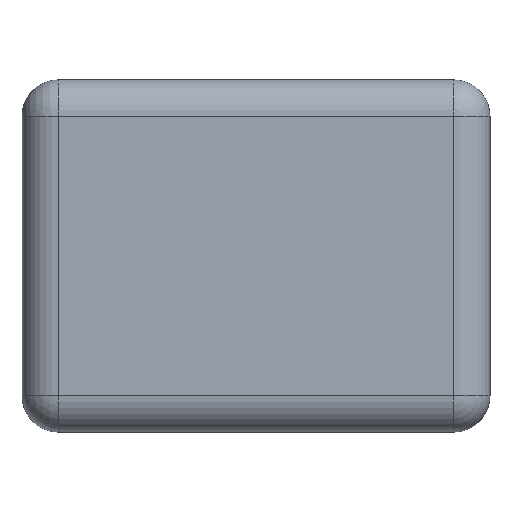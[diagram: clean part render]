
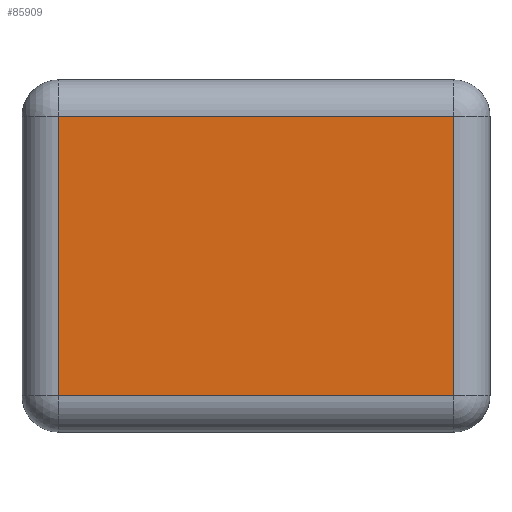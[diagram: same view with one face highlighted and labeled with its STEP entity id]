
A CAD part, front view. The second image highlights one B-rep face of the part: STEP entity #85909.
In plain terms, the highlighted planar face has unit normal (0, -1, 0).
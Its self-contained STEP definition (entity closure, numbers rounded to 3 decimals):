
#7426 = CARTESIAN_POINT ( 'NONE',  ( -433.631, -275.144, -306.71 ) ) ;
#9292 = CARTESIAN_POINT ( 'NONE',  ( 433.631, -275.144, 306.71 ) ) ;
#10953 = DIRECTION ( 'NONE',  ( -1., 0., 0. ) ) ;
#11477 = LINE ( 'NONE', #46185, #89628 ) ;
#13125 = ORIENTED_EDGE ( 'NONE', *, *, #50918, .T. ) ;
#13524 = AXIS2_PLACEMENT_3D ( 'NONE', #76951, #25686, #41436 ) ;
#15331 = DIRECTION ( 'NONE',  ( 0., 0., 1. ) ) ;
#16786 = LINE ( 'NONE', #32042, #89671 ) ;
#18307 = PLANE ( 'NONE',  #13524 ) ;
#25686 = DIRECTION ( 'NONE',  ( 0., -1., 0. ) ) ;
#25746 = CARTESIAN_POINT ( 'NONE',  ( 0., -275.144, 306.71 ) ) ;
#27366 = CARTESIAN_POINT ( 'NONE',  ( -433.631, -275.144, 0. ) ) ;
#27385 = VECTOR ( 'NONE', #27866, 1000. ) ;
#27866 = DIRECTION ( 'NONE',  ( 0., 0., -1. ) ) ;
#29629 = VERTEX_POINT ( 'NONE', #9292 ) ;
#31709 = VERTEX_POINT ( 'NONE', #57138 ) ;
#31853 = DIRECTION ( 'NONE',  ( 1., 0., 0. ) ) ;
#32042 = CARTESIAN_POINT ( 'NONE',  ( 433.631, -275.144, 0. ) ) ;
#35114 = ORIENTED_EDGE ( 'NONE', *, *, #53362, .T. ) ;
#35249 = LINE ( 'NONE', #27366, #27385 ) ;
#35282 = EDGE_LOOP ( 'NONE', ( #35114, #79427, #56593, #13125 ) ) ;
#39682 = CARTESIAN_POINT ( 'NONE',  ( -433.631, -275.144, 306.71 ) ) ;
#41436 = DIRECTION ( 'NONE',  ( 0., 0., -1. ) ) ;
#42667 = VECTOR ( 'NONE', #10953, 1000. ) ;
#46185 = CARTESIAN_POINT ( 'NONE',  ( 0., -275.144, -306.71 ) ) ;
#49856 = VERTEX_POINT ( 'NONE', #7426 ) ;
#50918 = EDGE_CURVE ( 'NONE', #31709, #29629, #16786, .T. ) ;
#53362 = EDGE_CURVE ( 'NONE', #29629, #68825, #64661, .T. ) ;
#56593 = ORIENTED_EDGE ( 'NONE', *, *, #75971, .T. ) ;
#57138 = CARTESIAN_POINT ( 'NONE',  ( 433.631, -275.144, -306.71 ) ) ;
#64661 = LINE ( 'NONE', #25746, #42667 ) ;
#68825 = VERTEX_POINT ( 'NONE', #39682 ) ;
#70546 = FACE_OUTER_BOUND ( 'NONE', #35282, .T. ) ;
#75971 = EDGE_CURVE ( 'NONE', #49856, #31709, #11477, .T. ) ;
#76951 = CARTESIAN_POINT ( 'NONE',  ( 0., -275.144, 0. ) ) ;
#79427 = ORIENTED_EDGE ( 'NONE', *, *, #79701, .T. ) ;
#79701 = EDGE_CURVE ( 'NONE', #68825, #49856, #35249, .T. ) ;
#85909 = ADVANCED_FACE ( 'NONE', ( #70546 ), #18307, .T. ) ;
#89628 = VECTOR ( 'NONE', #31853, 1000. ) ;
#89671 = VECTOR ( 'NONE', #15331, 1000. ) ;
